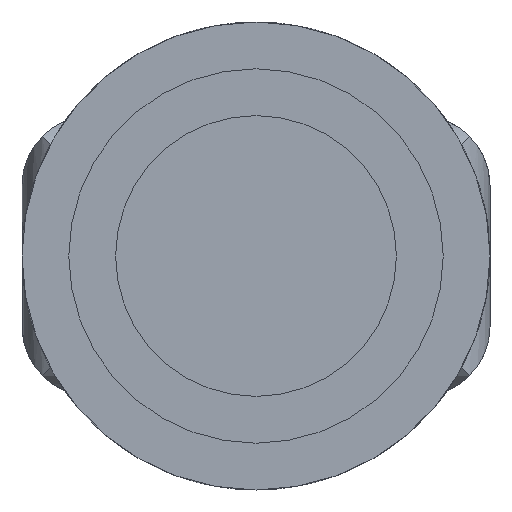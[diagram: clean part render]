
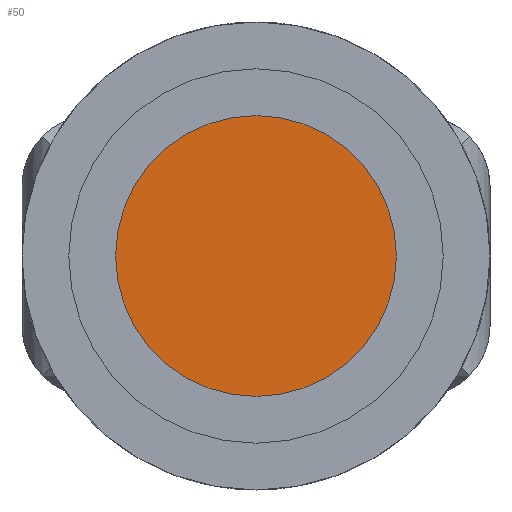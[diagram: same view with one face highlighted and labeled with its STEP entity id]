
A CAD part, left-side view. The second image highlights one B-rep face of the part: STEP entity #50.
In plain terms, the highlighted planar face has unit normal (-1, 0, 0).
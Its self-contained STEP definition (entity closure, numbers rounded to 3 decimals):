
#50=ADVANCED_FACE('',(#77),#78,.F.);
#77=FACE_OUTER_BOUND('',#123,.T.);
#78=PLANE('',#124);
#123=EDGE_LOOP('',(#193,#194));
#124=AXIS2_PLACEMENT_3D('',#195,#196,#197);
#193=ORIENTED_EDGE('',*,*,#364,.F.);
#194=ORIENTED_EDGE('',*,*,#368,.F.);
#195=CARTESIAN_POINT('',(20.5,0.0,0.0));
#196=DIRECTION('',(1.0,0.0,0.0));
#197=DIRECTION('',(0.0,0.0,-1.0));
#364=EDGE_CURVE('',#437,#440,#441,.T.);
#368=EDGE_CURVE('',#440,#437,#446,.T.);
#437=VERTEX_POINT('',#567);
#440=VERTEX_POINT('',#571);
#441=CIRCLE('',#572,3.0);
#446=CIRCLE('',#578,3.0);
#567=CARTESIAN_POINT('',(20.5,0.0,-3.0));
#571=CARTESIAN_POINT('',(20.5,0.,3.0));
#572=AXIS2_PLACEMENT_3D('',#698,#699,#700);
#578=AXIS2_PLACEMENT_3D('',#708,#709,#710);
#698=CARTESIAN_POINT('',(20.5,0.0,0.0));
#699=DIRECTION('',(1.0,0.0,0.0));
#700=DIRECTION('',(0.0,0.0,-1.0));
#708=CARTESIAN_POINT('',(20.5,0.0,0.0));
#709=DIRECTION('',(1.0,0.0,0.0));
#710=DIRECTION('',(0.0,0.0,-1.0));
